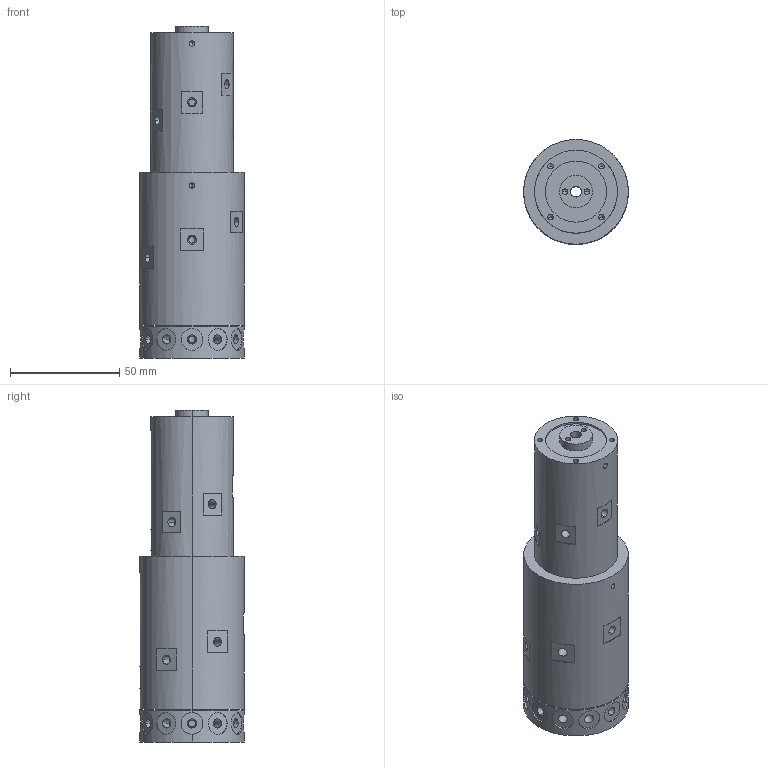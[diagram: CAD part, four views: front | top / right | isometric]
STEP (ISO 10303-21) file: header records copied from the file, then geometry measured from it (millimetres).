
FILE_DESCRIPTION (( 'STEP AP203' ), '1' );
FILE_NAME ('RQR12.STEP', '2020-07-25T05:52:50', ( 'gongcheng1' ), ( '' ), 'SwSTEP 2.0', 'SolidWorks 2014', '' );
FILE_SCHEMA (( 'CONFIG_CONTROL_DESIGN' ));
Length unit declared in the file: millimetre
Products named in the file (1): RQR12
Bounding box: 48 x 48 x 152 mm (x, y, z)
Volume: 218031.6 mm3; surface area: 33345.4 mm2
Topology: 1 solids, 1 shells, 345 faces, 748 edges, 438 vertices
Faces by surface type: cylinder 174, plane 87, cone 84
Entity records: 10151 total; most frequent: CARTESIAN_POINT 2568, DIRECTION 1696, ORIENTED_EDGE 1424, EDGE_CURVE 712, AXIS2_PLACEMENT_3D 690, VERTEX_POINT 438, EDGE_LOOP 420, ADVANCED_FACE 345
